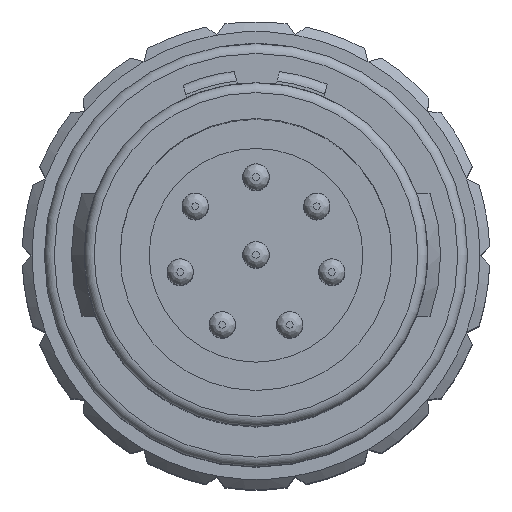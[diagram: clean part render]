
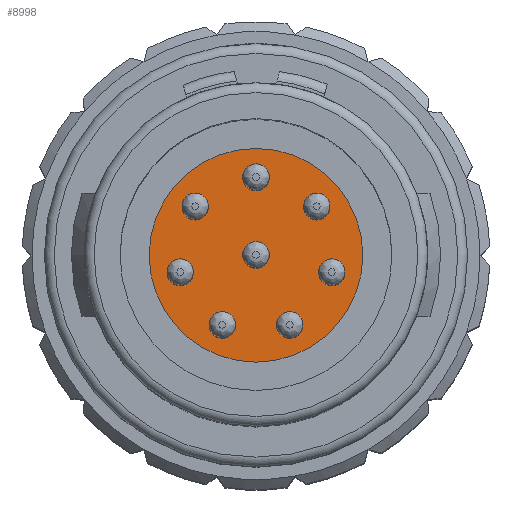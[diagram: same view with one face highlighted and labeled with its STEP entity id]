
A CAD part, top view. The second image highlights one B-rep face of the part: STEP entity #8998.
In plain terms, the highlighted planar face has unit normal (0, 0, 1).
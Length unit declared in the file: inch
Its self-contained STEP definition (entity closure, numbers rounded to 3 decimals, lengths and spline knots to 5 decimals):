
#846=FACE_BOUND('',#1503,.T.);
#847=FACE_BOUND('',#1504,.T.);
#848=FACE_BOUND('',#1505,.T.);
#849=FACE_BOUND('',#1506,.T.);
#850=FACE_BOUND('',#1507,.T.);
#851=FACE_BOUND('',#1508,.T.);
#852=FACE_BOUND('',#1509,.T.);
#853=FACE_BOUND('',#1510,.T.);
#869=FACE_OUTER_BOUND('',#1502,.T.);
#1502=EDGE_LOOP('',(#5461));
#1503=EDGE_LOOP('',(#5462));
#1504=EDGE_LOOP('',(#5463));
#1505=EDGE_LOOP('',(#5464));
#1506=EDGE_LOOP('',(#5465));
#1507=EDGE_LOOP('',(#5466));
#1508=EDGE_LOOP('',(#5467));
#1509=EDGE_LOOP('',(#5468));
#1510=EDGE_LOOP('',(#5469));
#2942=CIRCLE('',#9656,0.10827);
#2943=CIRCLE('',#9657,0.01339);
#2944=CIRCLE('',#9658,0.01339);
#2945=CIRCLE('',#9659,0.01339);
#2946=CIRCLE('',#9660,0.01339);
#2947=CIRCLE('',#9661,0.01339);
#2948=CIRCLE('',#9662,0.01339);
#2949=CIRCLE('',#9663,0.01339);
#2950=CIRCLE('',#9664,0.01339);
#3421=VERTEX_POINT('',#13360);
#3422=VERTEX_POINT('',#13362);
#3423=VERTEX_POINT('',#13364);
#3424=VERTEX_POINT('',#13366);
#3425=VERTEX_POINT('',#13368);
#3426=VERTEX_POINT('',#13370);
#3427=VERTEX_POINT('',#13372);
#3428=VERTEX_POINT('',#13374);
#3429=VERTEX_POINT('',#13376);
#4136=EDGE_CURVE('',#3421,#3421,#2942,.T.);
#4137=EDGE_CURVE('',#3422,#3422,#2943,.T.);
#4138=EDGE_CURVE('',#3423,#3423,#2944,.T.);
#4139=EDGE_CURVE('',#3424,#3424,#2945,.T.);
#4140=EDGE_CURVE('',#3425,#3425,#2946,.T.);
#4141=EDGE_CURVE('',#3426,#3426,#2947,.T.);
#4142=EDGE_CURVE('',#3427,#3427,#2948,.T.);
#4143=EDGE_CURVE('',#3428,#3428,#2949,.T.);
#4144=EDGE_CURVE('',#3429,#3429,#2950,.T.);
#5461=ORIENTED_EDGE('',*,*,#4136,.T.);
#5462=ORIENTED_EDGE('',*,*,#4137,.F.);
#5463=ORIENTED_EDGE('',*,*,#4138,.F.);
#5464=ORIENTED_EDGE('',*,*,#4139,.F.);
#5465=ORIENTED_EDGE('',*,*,#4140,.F.);
#5466=ORIENTED_EDGE('',*,*,#4141,.F.);
#5467=ORIENTED_EDGE('',*,*,#4142,.F.);
#5468=ORIENTED_EDGE('',*,*,#4143,.F.);
#5469=ORIENTED_EDGE('',*,*,#4144,.F.);
#8105=PLANE('',#9655);
#8998=ADVANCED_FACE('',(#869,#846,#847,#848,#849,#850,#851,#852,#853),#8105,
 .T.);
#9655=AXIS2_PLACEMENT_3D('',#13359,#10766,#10767);
#9656=AXIS2_PLACEMENT_3D('',#13361,#10768,#10769);
#9657=AXIS2_PLACEMENT_3D('',#13363,#10770,#10771);
#9658=AXIS2_PLACEMENT_3D('',#13365,#10772,#10773);
#9659=AXIS2_PLACEMENT_3D('',#13367,#10774,#10775);
#9660=AXIS2_PLACEMENT_3D('',#13369,#10776,#10777);
#9661=AXIS2_PLACEMENT_3D('',#13371,#10778,#10779);
#9662=AXIS2_PLACEMENT_3D('',#13373,#10780,#10781);
#9663=AXIS2_PLACEMENT_3D('',#13375,#10782,#10783);
#9664=AXIS2_PLACEMENT_3D('',#13377,#10784,#10785);
#10766=DIRECTION('center_axis',(0.,0.,
1.));
#10767=DIRECTION('ref_axis',(1.,0.,0.));
#10768=DIRECTION('center_axis',(0.,0.,
1.));
#10769=DIRECTION('ref_axis',(-1.,0.,0.));
#10770=DIRECTION('center_axis',(0.,0.,
1.));
#10771=DIRECTION('ref_axis',(-1.,0.,0.));
#10772=DIRECTION('center_axis',(0.,0.,
1.));
#10773=DIRECTION('ref_axis',(-1.,0.,0.));
#10774=DIRECTION('center_axis',(0.,0.,
1.));
#10775=DIRECTION('ref_axis',(-1.,0.,0.));
#10776=DIRECTION('center_axis',(0.,0.,
1.));
#10777=DIRECTION('ref_axis',(-1.,0.,0.));
#10778=DIRECTION('center_axis',(0.,0.,
1.));
#10779=DIRECTION('ref_axis',(-1.,0.,0.));
#10780=DIRECTION('center_axis',(0.,0.,
1.));
#10781=DIRECTION('ref_axis',(-1.,0.,0.));
#10782=DIRECTION('center_axis',(0.,0.,
1.));
#10783=DIRECTION('ref_axis',(-1.,0.,0.));
#10784=DIRECTION('center_axis',(0.,0.,
1.));
#10785=DIRECTION('ref_axis',(-1.,0.,0.));
#13359=CARTESIAN_POINT('Origin',(0.,0.,
0.66949));
#13360=CARTESIAN_POINT('',(0.10827,0.,0.66949));
#13361=CARTESIAN_POINT('Origin',(0.,0.,
0.66949));
#13362=CARTESIAN_POINT('',(0.01339,0.,0.66949));
#13363=CARTESIAN_POINT('Origin',(0.,0.,
0.66949));
#13364=CARTESIAN_POINT('',(0.07495,0.04909,0.66949));
#13365=CARTESIAN_POINT('Origin',(0.06156,0.04909,0.66949));
#13366=CARTESIAN_POINT('',(-0.06338,-0.01752,0.66949));
#13367=CARTESIAN_POINT('Origin',(-0.07677,-0.01752,
0.66949));
#13368=CARTESIAN_POINT('',(-0.02078,-0.07094,0.66949));
#13369=CARTESIAN_POINT('Origin',(-0.03416,-0.07094,
0.66949));
#13370=CARTESIAN_POINT('',(0.04755,-0.07094,0.66949));
#13371=CARTESIAN_POINT('Origin',(0.03416,-0.07094,
0.66949));
#13372=CARTESIAN_POINT('',(0.09015,-0.01752,0.66949));
#13373=CARTESIAN_POINT('Origin',(0.07677,-0.01752,
0.66949));
#13374=CARTESIAN_POINT('',(-0.04818,0.04909,0.66949));
#13375=CARTESIAN_POINT('Origin',(-0.06156,0.04909,
0.66949));
#13376=CARTESIAN_POINT('',(0.01339,0.07874,0.66949));
#13377=CARTESIAN_POINT('Origin',(0.,0.07874,
0.66949));
